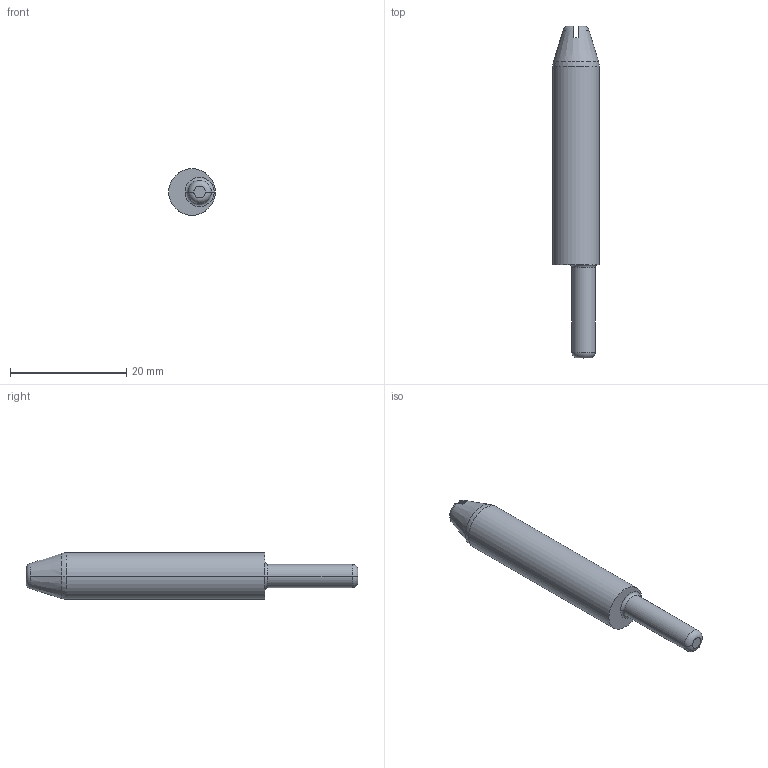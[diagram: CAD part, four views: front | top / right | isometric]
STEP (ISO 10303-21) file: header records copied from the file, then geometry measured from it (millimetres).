
FILE_DESCRIPTION (( 'STEP AP214' ), '1' );
FILE_NAME ('INGUN_2519.STEP', '2020-11-02T07:49:45', ( '' ), ( '' ), 'SwSTEP 2.0', 'SolidWorks 2018', '' );
FILE_SCHEMA (( 'AUTOMOTIVE_DESIGN' ));
Length unit declared in the file: millimetre
Products named in the file (1): INGUN_2519
Bounding box: 8 x 57 x 8 mm (x, y, z)
Volume: 2113.7 mm3; surface area: 1262.7 mm2
Topology: 1 solids, 1 shells, 22 faces, 48 edges, 29 vertices
Faces by surface type: torus 9, plane 7, cylinder 4, cone 2
Entity records: 660 total; most frequent: CARTESIAN_POINT 132, DIRECTION 116, ORIENTED_EDGE 96, AXIS2_PLACEMENT_3D 53, EDGE_CURVE 48, CIRCLE 30, VERTEX_POINT 29, EDGE_LOOP 23
